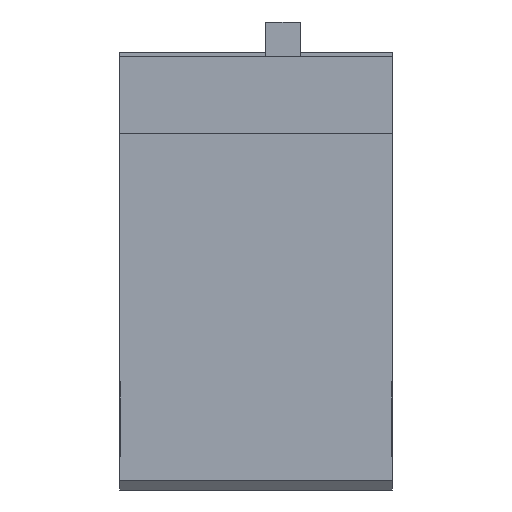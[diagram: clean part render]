
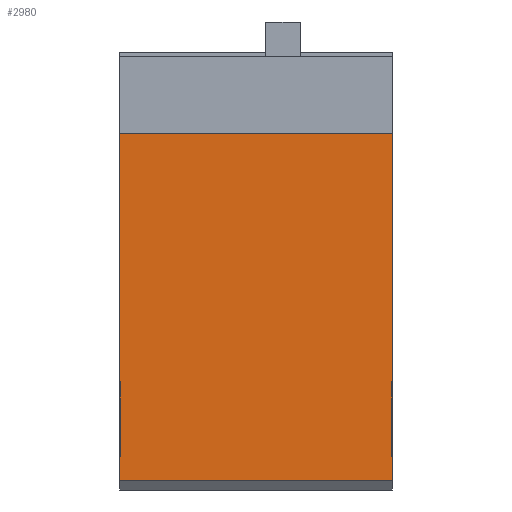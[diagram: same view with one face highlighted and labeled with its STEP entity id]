
A CAD part, front view. The second image highlights one B-rep face of the part: STEP entity #2980.
In plain terms, the highlighted planar face has unit normal (0, -1, 0).
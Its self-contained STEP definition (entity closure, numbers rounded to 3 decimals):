
#79=FACE_OUTER_BOUND($,#302,.T.);
#302=EDGE_LOOP($,(#1649,#1650,#1651,#1652,#1653,#1654,#1655,#1656,#1657,
#1658,#1659,#1660));
#556=VERTEX_POINT($,#6104);
#558=VERTEX_POINT($,#6107);
#570=VERTEX_POINT($,#6143);
#571=VERTEX_POINT($,#6145);
#572=VERTEX_POINT($,#6151);
#573=VERTEX_POINT($,#6153);
#574=VERTEX_POINT($,#6155);
#575=VERTEX_POINT($,#6157);
#576=VERTEX_POINT($,#6159);
#577=VERTEX_POINT($,#6161);
#578=VERTEX_POINT($,#6163);
#579=VERTEX_POINT($,#6165);
#978=EDGE_CURVE($,#558,#556,#3358,.T.);
#998=EDGE_CURVE($,#570,#571,#3378,.T.);
#999=EDGE_CURVE($,#556,#570,#3379,.T.);
#1000=EDGE_CURVE($,#571,#572,#3380,.T.);
#1001=EDGE_CURVE($,#572,#573,#3381,.T.);
#1002=EDGE_CURVE($,#573,#574,#3382,.T.);
#1003=EDGE_CURVE($,#574,#575,#3383,.T.);
#1004=EDGE_CURVE($,#575,#576,#3384,.T.);
#1005=EDGE_CURVE($,#576,#577,#3385,.T.);
#1006=EDGE_CURVE($,#577,#578,#3386,.T.);
#1007=EDGE_CURVE($,#579,#578,#3387,.T.);
#1008=EDGE_CURVE($,#579,#558,#3388,.T.);
#1649=ORIENTED_EDGE($,*,*,#978,.T.);
#1650=ORIENTED_EDGE($,*,*,#999,.T.);
#1651=ORIENTED_EDGE($,*,*,#998,.T.);
#1652=ORIENTED_EDGE($,*,*,#1000,.T.);
#1653=ORIENTED_EDGE($,*,*,#1001,.T.);
#1654=ORIENTED_EDGE($,*,*,#1002,.T.);
#1655=ORIENTED_EDGE($,*,*,#1003,.T.);
#1656=ORIENTED_EDGE($,*,*,#1004,.T.);
#1657=ORIENTED_EDGE($,*,*,#1005,.T.);
#1658=ORIENTED_EDGE($,*,*,#1006,.T.);
#1659=ORIENTED_EDGE($,*,*,#1007,.F.);
#1660=ORIENTED_EDGE($,*,*,#1008,.T.);
#2774=PLANE($,#4501);
#2980=ADVANCED_FACE($,(#79),#2774,.T.);
#3358=LINE($,#6108,#3953);
#3378=LINE($,#6147,#3973);
#3379=LINE($,#6149,#3974);
#3380=LINE($,#6152,#3975);
#3381=LINE($,#6154,#3976);
#3382=LINE($,#6156,#3977);
#3383=LINE($,#6158,#3978);
#3384=LINE($,#6160,#3979);
#3385=LINE($,#6162,#3980);
#3386=LINE($,#6164,#3981);
#3387=LINE($,#6166,#3982);
#3388=LINE($,#6167,#3983);
#3953=VECTOR($,#4873,0.1);
#3973=VECTOR($,#4905,0.1);
#3974=VECTOR($,#4908,15.001);
#3975=VECTOR($,#4911,50.2);
#3976=VECTOR($,#4912,55.);
#3977=VECTOR($,#4913,50.2);
#3978=VECTOR($,#4914,0.1);
#3979=VECTOR($,#4915,15.001);
#3980=VECTOR($,#4916,0.1);
#3981=VECTOR($,#4917,4.8);
#3982=VECTOR($,#4918,55.);
#3983=VECTOR($,#4919,4.8);
#4501=AXIS2_PLACEMENT_3D($,#6150,#4909,#4910);
#4873=DIRECTION($,(-1.,0.,0.));
#4905=DIRECTION($,(1.,0.,0.));
#4908=DIRECTION($,(0.,0.,1.));
#4909=DIRECTION('center_axis',(0.,-1.,0.));
#4910=DIRECTION('ref_axis',(1.,0.,0.));
#4911=DIRECTION($,(0.,0.,1.));
#4912=DIRECTION($,(-1.,0.,0.));
#4913=DIRECTION($,(0.,0.,-1.));
#4914=DIRECTION($,(1.,0.,0.));
#4915=DIRECTION($,(0.,0.,-1.));
#4916=DIRECTION($,(-1.,0.,0.));
#4917=DIRECTION($,(0.,0.,-1.));
#4918=DIRECTION($,(-1.,0.,0.));
#4919=DIRECTION($,(0.,0.,1.));
#6104=CARTESIAN_POINT('',(54.9,-48.,6.8));
#6107=CARTESIAN_POINT('',(55.,-48.,6.8));
#6108=CARTESIAN_POINT($,(55.,-48.,6.8));
#6143=CARTESIAN_POINT('',(54.9,-48.,21.801));
#6145=CARTESIAN_POINT('',(55.,-48.,21.801));
#6147=CARTESIAN_POINT($,(55.,-48.,21.801));
#6149=CARTESIAN_POINT($,(54.9,-48.,43.15));
#6150=CARTESIAN_POINT('Origin',(55.,-48.,72.));
#6151=CARTESIAN_POINT('',(55.,-48.,72.));
#6152=CARTESIAN_POINT($,(55.,-48.,2.));
#6153=CARTESIAN_POINT('',(0.,-48.,72.));
#6154=CARTESIAN_POINT($,(55.,-48.,72.));
#6155=CARTESIAN_POINT('',(0.,-48.,21.801));
#6156=CARTESIAN_POINT($,(0.,-48.,2.));
#6157=CARTESIAN_POINT('',(0.1,-48.,21.801));
#6158=CARTESIAN_POINT($,(27.5,-48.,21.801));
#6159=CARTESIAN_POINT('',(0.1,-48.,6.8));
#6160=CARTESIAN_POINT($,(0.1,-48.,43.15));
#6161=CARTESIAN_POINT('',(0.,-48.,6.8));
#6162=CARTESIAN_POINT($,(27.5,-48.,6.8));
#6163=CARTESIAN_POINT('',(0.,-48.,2.));
#6164=CARTESIAN_POINT($,(0.,-48.,2.));
#6165=CARTESIAN_POINT('',(55.,-48.,2.));
#6166=CARTESIAN_POINT($,(55.,-48.,2.));
#6167=CARTESIAN_POINT($,(55.,-48.,2.));
